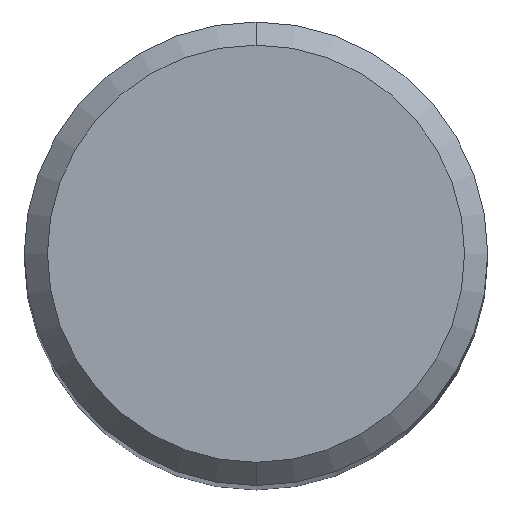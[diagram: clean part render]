
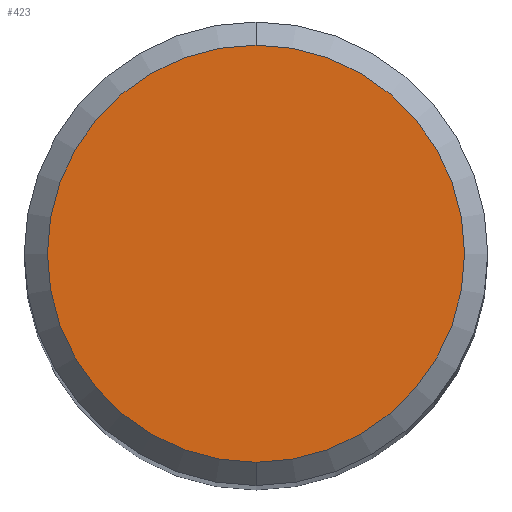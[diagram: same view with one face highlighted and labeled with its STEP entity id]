
A CAD part, top view. The second image highlights one B-rep face of the part: STEP entity #423.
In plain terms, the highlighted planar face has unit normal (0, 0, 1).
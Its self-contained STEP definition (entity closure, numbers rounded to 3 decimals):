
#217=EDGE_CURVE('',#301,#413,#526,.T.);
#301=VERTEX_POINT('',#619);
#403=EDGE_CURVE('',#413,#301,#734,.T.);
#413=VERTEX_POINT('',#745);
#423=ADVANCED_FACE('',(#756),#757,.T.);
#526=CIRCLE('',#873,5.4);
#619=CARTESIAN_POINT('',(0.0,5.4,0.0));
#734=CIRCLE('',#1316,5.4);
#745=CARTESIAN_POINT('',(0.,-5.4,0.0));
#756=FACE_OUTER_BOUND('',#1418,.T.);
#757=PLANE('',#1419);
#873=AXIS2_PLACEMENT_3D('',#1547,#1548,#1549);
#1316=AXIS2_PLACEMENT_3D('',#1804,#1805,#1806);
#1418=EDGE_LOOP('',(#1822,#1823));
#1419=AXIS2_PLACEMENT_3D('',#1824,#1825,#1826);
#1547=CARTESIAN_POINT('',(0.0,0.0,0.0));
#1548=DIRECTION('',(0.0,0.0,-1.0));
#1549=DIRECTION('',(0.0,1.0,0.0));
#1804=CARTESIAN_POINT('',(0.0,0.0,0.0));
#1805=DIRECTION('',(0.0,0.0,-1.0));
#1806=DIRECTION('',(0.0,1.0,0.0));
#1822=ORIENTED_EDGE('',*,*,#217,.F.);
#1823=ORIENTED_EDGE('',*,*,#403,.F.);
#1824=CARTESIAN_POINT('',(0.0,2.7,0.0));
#1825=DIRECTION('',(-0.0,0.0,1.0));
#1826=DIRECTION('',(0.0,-1.0,0.0));
